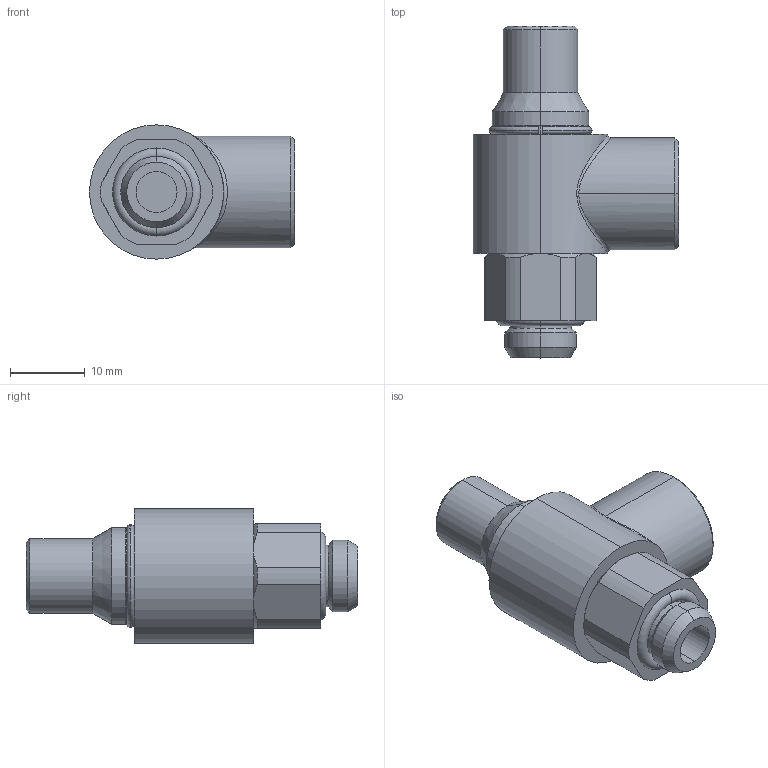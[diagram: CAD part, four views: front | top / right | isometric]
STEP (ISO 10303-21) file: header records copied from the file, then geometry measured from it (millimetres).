
FILE_DESCRIPTION (( 'STEP AP203' ), '1' );
FILE_NAME ('04190C01.STEP', '2010-06-25T07:59:07', ( '' ), ( 'sopra-pneumatic' ), 'SwSTEP 2.0', 'SolidWorks 2009', '' );
FILE_SCHEMA (( 'CONFIG_CONTROL_DESIGN' ));
Length unit declared in the file: millimetre
Products named in the file (1): 04190C01
Bounding box: 27.5 x 44.5 x 18 mm (x, y, z)
Volume: 8560.6 mm3; surface area: 3537.5 mm2
Topology: 2 solids, 2 shells, 86 faces, 188 edges, 116 vertices
Faces by surface type: cylinder 31, plane 27, cone 22, torus 4, bspline 2
Entity records: 3658 total; most frequent: CARTESIAN_POINT 1690, DIRECTION 412, ORIENTED_EDGE 376, EDGE_CURVE 188, AXIS2_PLACEMENT_3D 171, VERTEX_POINT 116, EDGE_LOOP 96, ADVANCED_FACE 86
